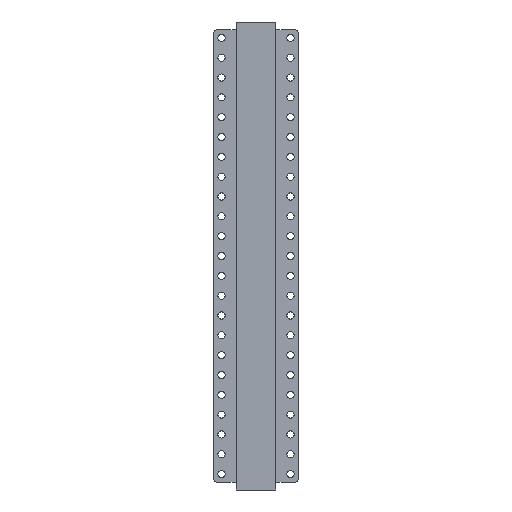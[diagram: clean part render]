
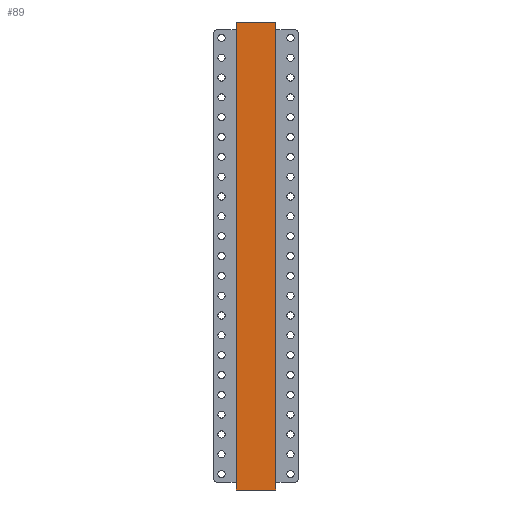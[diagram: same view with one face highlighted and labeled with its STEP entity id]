
A CAD part, front view. The second image highlights one B-rep face of the part: STEP entity #89.
In plain terms, the highlighted planar face has unit normal (0, -1, 0).
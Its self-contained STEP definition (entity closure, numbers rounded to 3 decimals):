
#9 = CARTESIAN_POINT ( 'NONE',  ( -25., -199.5, 105. ) ) ;
#89 = ADVANCED_FACE ( 'NONE', ( #3785 ), #6118, .T. ) ;
#143 = DIRECTION ( 'NONE',  ( 0., 0., -1. ) ) ;
#348 = VECTOR ( 'NONE', #8627, 1000. ) ;
#492 = LINE ( 'NONE', #1381, #348 ) ;
#596 = ORIENTED_EDGE ( 'NONE', *, *, #3769, .T. ) ;
#616 = CARTESIAN_POINT ( 'NONE',  ( 25., -199.5, 105. ) ) ;
#794 = EDGE_CURVE ( 'NONE', #8075, #4624, #6667, .T. ) ;
#915 = CARTESIAN_POINT ( 'NONE',  ( 25., -199.5, 105. ) ) ;
#1381 = CARTESIAN_POINT ( 'NONE',  ( 25., -199.5, 105. ) ) ;
#1567 = EDGE_LOOP ( 'NONE', ( #2633, #3615, #596, #1780 ) ) ;
#1780 = ORIENTED_EDGE ( 'NONE', *, *, #7878, .T. ) ;
#1959 = VECTOR ( 'NONE', #6180, 1000. ) ;
#2508 = CARTESIAN_POINT ( 'NONE',  ( -25., -199.5, 695. ) ) ;
#2545 = VECTOR ( 'NONE', #2972, 1000. ) ;
#2633 = ORIENTED_EDGE ( 'NONE', *, *, #794, .F. ) ;
#2972 = DIRECTION ( 'NONE',  ( 0., 0., 1. ) ) ;
#3613 = VERTEX_POINT ( 'NONE', #616 ) ;
#3615 = ORIENTED_EDGE ( 'NONE', *, *, #6341, .F. ) ;
#3769 = EDGE_CURVE ( 'NONE', #3613, #4237, #4365, .T. ) ;
#3785 = FACE_OUTER_BOUND ( 'NONE', #1567, .T. ) ;
#4237 = VERTEX_POINT ( 'NONE', #6823 ) ;
#4365 = LINE ( 'NONE', #5468, #5116 ) ;
#4624 = VERTEX_POINT ( 'NONE', #2508 ) ;
#5116 = VECTOR ( 'NONE', #8447, 1000. ) ;
#5468 = CARTESIAN_POINT ( 'NONE',  ( 25., -199.5, 105. ) ) ;
#5497 = LINE ( 'NONE', #7695, #1959 ) ;
#6118 = PLANE ( 'NONE',  #8586 ) ;
#6180 = DIRECTION ( 'NONE',  ( -1., 0., 0. ) ) ;
#6341 = EDGE_CURVE ( 'NONE', #3613, #8075, #492, .T. ) ;
#6365 = CARTESIAN_POINT ( 'NONE',  ( -25., -199.5, 105. ) ) ;
#6667 = LINE ( 'NONE', #9, #2545 ) ;
#6823 = CARTESIAN_POINT ( 'NONE',  ( 25., -199.5, 695. ) ) ;
#7695 = CARTESIAN_POINT ( 'NONE',  ( 25., -199.5, 695. ) ) ;
#7878 = EDGE_CURVE ( 'NONE', #4237, #4624, #5497, .T. ) ;
#8075 = VERTEX_POINT ( 'NONE', #6365 ) ;
#8221 = DIRECTION ( 'NONE',  ( 0., -1., 0. ) ) ;
#8447 = DIRECTION ( 'NONE',  ( 0., 0., 1. ) ) ;
#8586 = AXIS2_PLACEMENT_3D ( 'NONE', #915, #8221, #143 ) ;
#8627 = DIRECTION ( 'NONE',  ( -1., 0., 0. ) ) ;
